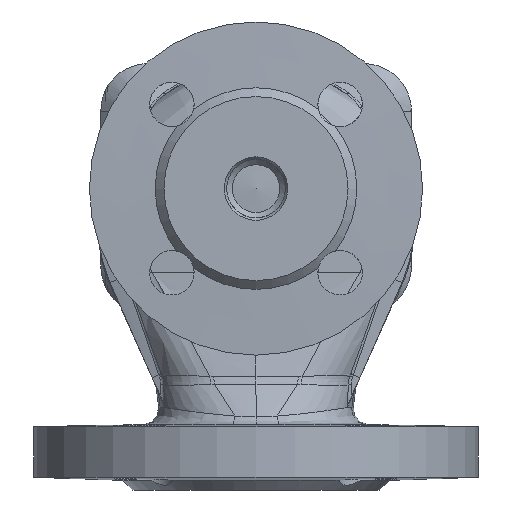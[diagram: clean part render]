
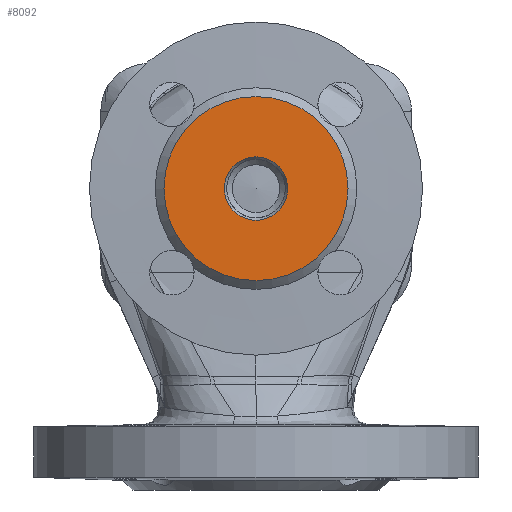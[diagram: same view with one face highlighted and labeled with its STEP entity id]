
A CAD part, front view. The second image highlights one B-rep face of the part: STEP entity #8092.
In plain terms, the highlighted planar face has unit normal (0, -1, 0).
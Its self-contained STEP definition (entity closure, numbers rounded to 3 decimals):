
#96=FACE_BOUND('',#1491,.T.);
#237=PLANE('',#8695);
#463=CIRCLE('',#8694,10.);
#464=CIRCLE('',#8696,29.);
#984=FACE_OUTER_BOUND('',#1490,.T.);
#1490=EDGE_LOOP('',(#5988));
#1491=EDGE_LOOP('',(#5989));
#3465=VERTEX_POINT('',#26859);
#3466=VERTEX_POINT('',#26863);
#4401=EDGE_CURVE('',#3465,#3465,#463,.T.);
#4402=EDGE_CURVE('',#3466,#3466,#464,.T.);
#5988=ORIENTED_EDGE('',*,*,#4402,.T.);
#5989=ORIENTED_EDGE('',*,*,#4401,.T.);
#8092=ADVANCED_FACE('',(#984,#96),#237,.T.);
#8694=AXIS2_PLACEMENT_3D('',#26861,#9621,#9622);
#8695=AXIS2_PLACEMENT_3D('',#26862,#9623,#9624);
#8696=AXIS2_PLACEMENT_3D('',#26864,#9625,#9626);
#9621=DIRECTION('center_axis',(0.,1.,0.));
#9622=DIRECTION('ref_axis',(0.,0.,-1.));
#9623=DIRECTION('center_axis',(0.,-1.,0.));
#9624=DIRECTION('ref_axis',(0.,0.,1.));
#9625=DIRECTION('center_axis',(0.,-1.,0.));
#9626=DIRECTION('ref_axis',(0.,0.,-1.));
#26859=CARTESIAN_POINT('',(0.,-85.,-10.));
#26861=CARTESIAN_POINT('Origin',(0.,-85.,0.));
#26862=CARTESIAN_POINT('Origin',(0.,-85.,0.));
#26863=CARTESIAN_POINT('',(0.,-85.,29.));
#26864=CARTESIAN_POINT('Origin',(0.,-85.,0.));
